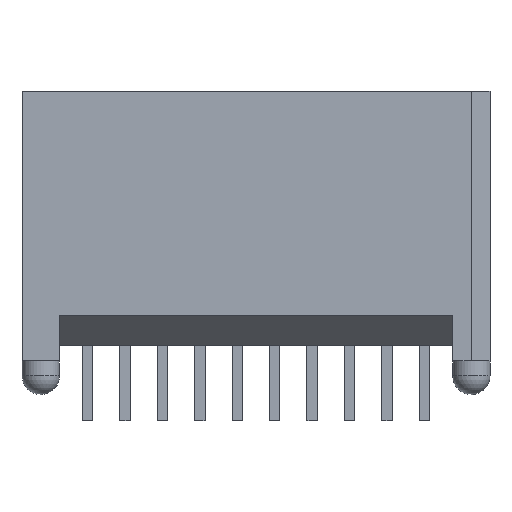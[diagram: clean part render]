
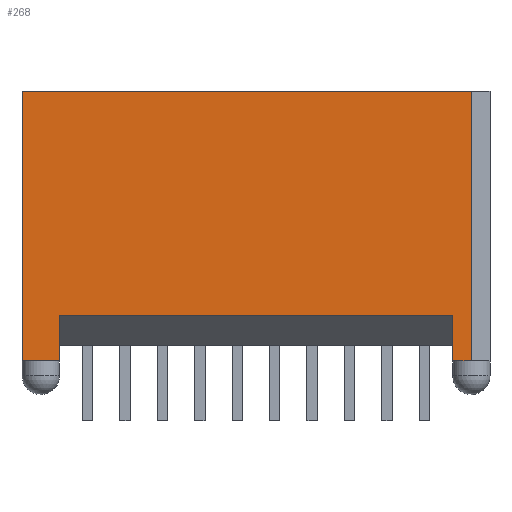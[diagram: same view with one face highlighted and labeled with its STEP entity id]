
A CAD part, top view. The second image highlights one B-rep face of the part: STEP entity #268.
In plain terms, the highlighted planar face has unit normal (0, 0, 1).
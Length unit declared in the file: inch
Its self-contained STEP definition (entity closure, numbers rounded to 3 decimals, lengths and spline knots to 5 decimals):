
#268 = ADVANCED_FACE( '', ( #692 ), #693, .F. );
#692 = FACE_OUTER_BOUND( '', #1340, .T. );
#693 = PLANE( '', #1341 );
#1340 = EDGE_LOOP( '', ( #1997, #1998, #1999, #2000, #2001, #2002, #2003, #2004 ) );
#1341 = AXIS2_PLACEMENT_3D( '', #2005, #2006, #2007 );
#1997 = ORIENTED_EDGE( '', *, *, #3548, .F. );
#1998 = ORIENTED_EDGE( '', *, *, #3549, .T. );
#1999 = ORIENTED_EDGE( '', *, *, #3550, .T. );
#2000 = ORIENTED_EDGE( '', *, *, #3551, .F. );
#2001 = ORIENTED_EDGE( '', *, *, #3552, .F. );
#2002 = ORIENTED_EDGE( '', *, *, #3553, .T. );
#2003 = ORIENTED_EDGE( '', *, *, #3554, .T. );
#2004 = ORIENTED_EDGE( '', *, *, #3555, .F. );
#2005 = CARTESIAN_POINT( '', ( -0.3125, 0.36, 0.1125 ) );
#2006 = DIRECTION( '', ( 0., 0., -1. ) );
#2007 = DIRECTION( '', ( -1., 0., 0. ) );
#3548 = EDGE_CURVE( '', #4160, #4161, #4162, .T. );
#3549 = EDGE_CURVE( '', #4160, #4163, #4164, .T. );
#3550 = EDGE_CURVE( '', #4163, #4165, #4166, .T. );
#3551 = EDGE_CURVE( '', #4167, #4165, #4168, .T. );
#3552 = EDGE_CURVE( '', #4169, #4167, #4170, .T. );
#3553 = EDGE_CURVE( '', #4169, #4171, #4172, .T. );
#3554 = EDGE_CURVE( '', #4171, #4173, #4174, .T. );
#3555 = EDGE_CURVE( '', #4161, #4173, #4175, .T. );
#4160 = VERTEX_POINT( '', #5044 );
#4161 = VERTEX_POINT( '', #5045 );
#4162 = LINE( '', #5046, #5047 );
#4163 = VERTEX_POINT( '', #5048 );
#4164 = LINE( '', #5049, #5050 );
#4165 = VERTEX_POINT( '', #5051 );
#4166 = LINE( '', #5052, #5053 );
#4167 = VERTEX_POINT( '', #5054 );
#4168 = LINE( '', #5055, #5056 );
#4169 = VERTEX_POINT( '', #5057 );
#4170 = LINE( '', #5058, #5059 );
#4171 = VERTEX_POINT( '', #5060 );
#4172 = LINE( '', #5061, #5062 );
#4173 = VERTEX_POINT( '', #5063 );
#4174 = LINE( '', #5064, #5065 );
#4175 = LINE( '', #5066, #5067 );
#5044 = CARTESIAN_POINT( '', ( 0.2625, 0.06, 0.1125 ) );
#5045 = CARTESIAN_POINT( '', ( -0.2625, 0.06, 0.1125 ) );
#5046 = CARTESIAN_POINT( '', ( 0.2625, 0.06, 0.1125 ) );
#5047 = VECTOR( '', #6247, 39.37008 );
#5048 = CARTESIAN_POINT( '', ( 0.2625, 0., 0.1125 ) );
#5049 = CARTESIAN_POINT( '', ( 0.2625, 0.06, 0.1125 ) );
#5050 = VECTOR( '', #6248, 39.37008 );
#5051 = CARTESIAN_POINT( '', ( 0.2875, 0., 0.1125 ) );
#5052 = CARTESIAN_POINT( '', ( -0.3125, 0., 0.1125 ) );
#5053 = VECTOR( '', #6249, 39.37008 );
#5054 = CARTESIAN_POINT( '', ( 0.2875, 0.36, 0.1125 ) );
#5055 = CARTESIAN_POINT( '', ( 0.2875, 0.36, 0.1125 ) );
#5056 = VECTOR( '', #6250, 39.37008 );
#5057 = CARTESIAN_POINT( '', ( -0.3125, 0.36, 0.1125 ) );
#5058 = CARTESIAN_POINT( '', ( -0.3125, 0.36, 0.1125 ) );
#5059 = VECTOR( '', #6251, 39.37008 );
#5060 = CARTESIAN_POINT( '', ( -0.3125, 0., 0.1125 ) );
#5061 = CARTESIAN_POINT( '', ( -0.3125, 0.36, 0.1125 ) );
#5062 = VECTOR( '', #6252, 39.37008 );
#5063 = CARTESIAN_POINT( '', ( -0.2625, 0., 0.1125 ) );
#5064 = CARTESIAN_POINT( '', ( -0.3125, 0., 0.1125 ) );
#5065 = VECTOR( '', #6253, 39.37008 );
#5066 = CARTESIAN_POINT( '', ( -0.2625, 0.06, 0.1125 ) );
#5067 = VECTOR( '', #6254, 39.37008 );
#6247 = DIRECTION( '', ( -1., 0., 0. ) );
#6248 = DIRECTION( '', ( 0., -1., 0. ) );
#6249 = DIRECTION( '', ( 1., 0., 0. ) );
#6250 = DIRECTION( '', ( 0., -1., 0. ) );
#6251 = DIRECTION( '', ( 1., 0., 0. ) );
#6252 = DIRECTION( '', ( 0., -1., 0. ) );
#6253 = DIRECTION( '', ( 1., 0., 0. ) );
#6254 = DIRECTION( '', ( 0., -1., 0. ) );
